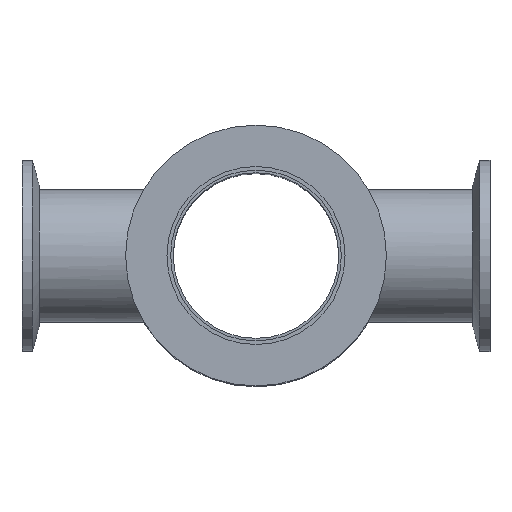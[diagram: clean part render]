
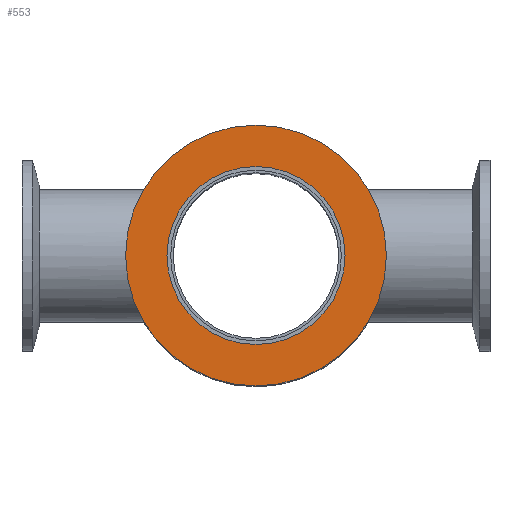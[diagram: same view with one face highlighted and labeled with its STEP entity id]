
A CAD part, top view. The second image highlights one B-rep face of the part: STEP entity #553.
In plain terms, the highlighted face is planar.
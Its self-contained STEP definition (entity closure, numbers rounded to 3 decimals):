
#59=PLANE('',#676);
#72=FACE_BOUND('',#163,.T.);
#86=CIRCLE('',#677,37.5);
#87=CIRCLE('',#678,37.5);
#88=CIRCLE('',#679,25.6);
#89=CIRCLE('',#680,25.6);
#130=FACE_OUTER_BOUND('',#162,.T.);
#162=EDGE_LOOP('',(#422,#423));
#163=EDGE_LOOP('',(#424,#425));
#261=VERTEX_POINT('',#1241);
#262=VERTEX_POINT('',#1242);
#263=VERTEX_POINT('',#1245);
#264=VERTEX_POINT('',#1246);
#325=EDGE_CURVE('',#261,#262,#86,.T.);
#326=EDGE_CURVE('',#262,#261,#87,.T.);
#327=EDGE_CURVE('',#263,#264,#88,.T.);
#328=EDGE_CURVE('',#264,#263,#89,.T.);
#422=ORIENTED_EDGE('',*,*,#325,.F.);
#423=ORIENTED_EDGE('',*,*,#326,.F.);
#424=ORIENTED_EDGE('',*,*,#327,.T.);
#425=ORIENTED_EDGE('',*,*,#328,.T.);
#553=ADVANCED_FACE('',(#130,#72),#59,.T.);
#676=AXIS2_PLACEMENT_3D('',#1240,#777,#778);
#677=AXIS2_PLACEMENT_3D('',#1243,#779,#780);
#678=AXIS2_PLACEMENT_3D('',#1244,#781,#782);
#679=AXIS2_PLACEMENT_3D('',#1247,#783,#784);
#680=AXIS2_PLACEMENT_3D('',#1248,#785,#786);
#777=DIRECTION('center_axis',(0.,-1.,0.));
#778=DIRECTION('ref_axis',(0.,0.,-1.));
#779=DIRECTION('center_axis',(0.,1.,0.));
#780=DIRECTION('ref_axis',(1.,0.,0.));
#781=DIRECTION('center_axis',(0.,1.,0.));
#782=DIRECTION('ref_axis',(1.,0.,0.));
#783=DIRECTION('center_axis',(0.,1.,0.));
#784=DIRECTION('ref_axis',(1.,0.,0.));
#785=DIRECTION('center_axis',(0.,1.,0.));
#786=DIRECTION('ref_axis',(1.,0.,0.));
#1240=CARTESIAN_POINT('Origin',(-37.5,0.,0.));
#1241=CARTESIAN_POINT('',(-37.5,0.,0.));
#1242=CARTESIAN_POINT('',(37.5,0.,0.));
#1243=CARTESIAN_POINT('Origin',(0.,0.,0.));
#1244=CARTESIAN_POINT('Origin',(0.,0.,0.));
#1245=CARTESIAN_POINT('',(-25.6,0.,0.));
#1246=CARTESIAN_POINT('',(25.6,0.,0.));
#1247=CARTESIAN_POINT('Origin',(0.,0.,0.));
#1248=CARTESIAN_POINT('Origin',(0.,0.,0.));
